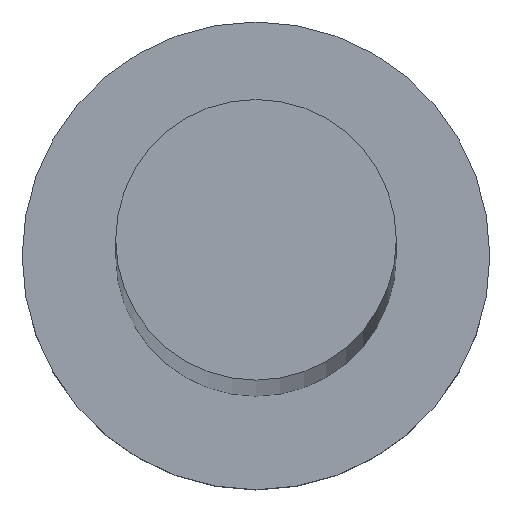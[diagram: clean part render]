
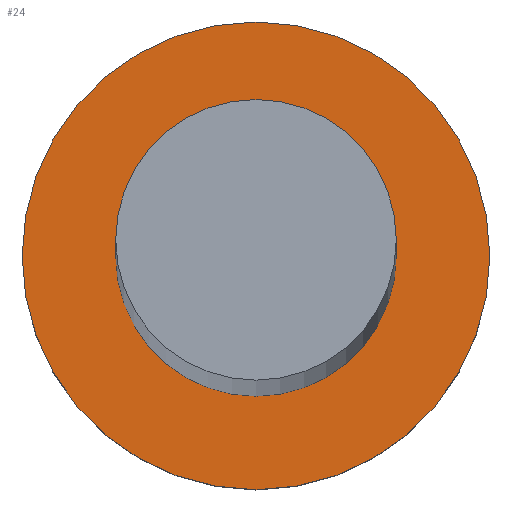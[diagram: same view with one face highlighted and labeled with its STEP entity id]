
A CAD part, top view. The second image highlights one B-rep face of the part: STEP entity #24.
In plain terms, the highlighted planar face has unit normal (0, 0, 1).
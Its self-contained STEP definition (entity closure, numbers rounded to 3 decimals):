
#5 = ORIENTED_EDGE ( 'NONE', *, *, #32, .T. ) ;
#7 = CIRCLE ( 'NONE', #73, 6. ) ;
#8 = DIRECTION ( 'NONE',  ( 0., 0., 1. ) ) ;
#11 = CARTESIAN_POINT ( 'NONE',  ( 0., 0., 7. ) ) ;
#18 = EDGE_CURVE ( 'NONE', #174, #195, #54, .T. ) ;
#24 = ADVANCED_FACE ( 'NONE', ( #25, #63 ), #45, .T. ) ;
#25 = FACE_BOUND ( 'NONE', #170, .T. ) ;
#26 = VERTEX_POINT ( 'NONE', #88 ) ;
#28 = CARTESIAN_POINT ( 'NONE',  ( 6., 0., 7. ) ) ;
#30 = AXIS2_PLACEMENT_3D ( 'NONE', #246, #8, #224 ) ;
#31 = DIRECTION ( 'NONE',  ( 0., 0., 1. ) ) ;
#32 = EDGE_CURVE ( 'NONE', #26, #136, #203, .T. ) ;
#44 = DIRECTION ( 'NONE',  ( 1., 0., 0. ) ) ;
#45 = PLANE ( 'NONE',  #59 ) ;
#54 = CIRCLE ( 'NONE', #30, 6. ) ;
#59 = AXIS2_PLACEMENT_3D ( 'NONE', #245, #157, #141 ) ;
#63 = FACE_OUTER_BOUND ( 'NONE', #222, .T. ) ;
#73 = AXIS2_PLACEMENT_3D ( 'NONE', #207, #31, #165 ) ;
#88 = CARTESIAN_POINT ( 'NONE',  ( 10., 0., 7. ) ) ;
#90 = DIRECTION ( 'NONE',  ( 0., 0., 1. ) ) ;
#125 = DIRECTION ( 'NONE',  ( 0., 0., 1. ) ) ;
#128 = CARTESIAN_POINT ( 'NONE',  ( -6., 0., 7. ) ) ;
#136 = VERTEX_POINT ( 'NONE', #211 ) ;
#141 = DIRECTION ( 'NONE',  ( 1., 0., 0. ) ) ;
#157 = DIRECTION ( 'NONE',  ( 0., 0., 1. ) ) ;
#159 = ORIENTED_EDGE ( 'NONE', *, *, #219, .T. ) ;
#164 = DIRECTION ( 'NONE',  ( 1., 0., 0. ) ) ;
#165 = DIRECTION ( 'NONE',  ( 1., 0., 0. ) ) ;
#170 = EDGE_LOOP ( 'NONE', ( #236, #191 ) ) ;
#174 = VERTEX_POINT ( 'NONE', #128 ) ;
#185 = CIRCLE ( 'NONE', #218, 10. ) ;
#191 = ORIENTED_EDGE ( 'NONE', *, *, #213, .F. ) ;
#195 = VERTEX_POINT ( 'NONE', #28 ) ;
#203 = CIRCLE ( 'NONE', #232, 10. ) ;
#207 = CARTESIAN_POINT ( 'NONE',  ( 0., 0., 7. ) ) ;
#211 = CARTESIAN_POINT ( 'NONE',  ( -10., 0., 7. ) ) ;
#213 = EDGE_CURVE ( 'NONE', #195, #174, #7, .T. ) ;
#218 = AXIS2_PLACEMENT_3D ( 'NONE', #11, #90, #164 ) ;
#219 = EDGE_CURVE ( 'NONE', #136, #26, #185, .T. ) ;
#221 = CARTESIAN_POINT ( 'NONE',  ( 0., 0., 7. ) ) ;
#222 = EDGE_LOOP ( 'NONE', ( #159, #5 ) ) ;
#224 = DIRECTION ( 'NONE',  ( 1., 0., 0. ) ) ;
#232 = AXIS2_PLACEMENT_3D ( 'NONE', #221, #125, #44 ) ;
#236 = ORIENTED_EDGE ( 'NONE', *, *, #18, .F. ) ;
#245 = CARTESIAN_POINT ( 'NONE',  ( 0., 0., 7. ) ) ;
#246 = CARTESIAN_POINT ( 'NONE',  ( 0., 0., 7. ) ) ;
